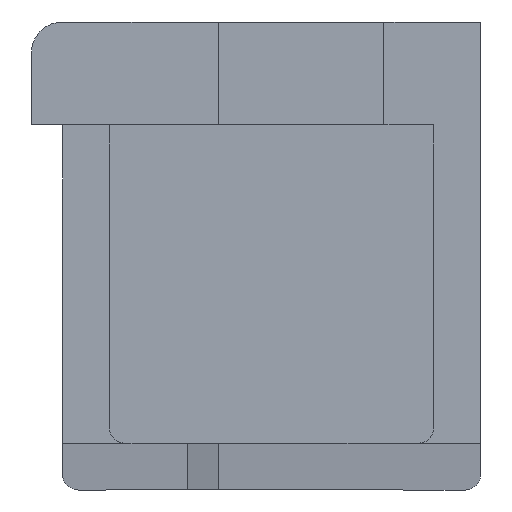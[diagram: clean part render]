
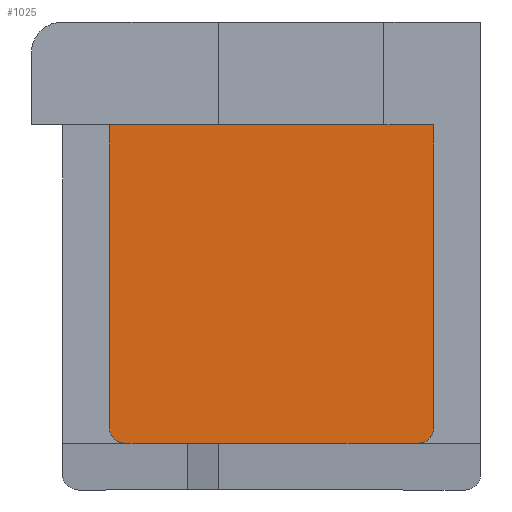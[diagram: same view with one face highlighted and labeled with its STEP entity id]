
A CAD part, left-side view. The second image highlights one B-rep face of the part: STEP entity #1025.
In plain terms, the highlighted planar face has unit normal (-1, 0, 0).
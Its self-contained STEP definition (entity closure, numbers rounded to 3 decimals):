
#976=AXIS2_PLACEMENT_3D('Circle Axis2P3D',#974,#975,$) ;
#996=AXIS2_PLACEMENT_3D('Plane Axis2P3D',#993,#994,#995) ;
#1014=AXIS2_PLACEMENT_3D('Circle Axis2P3D',#1012,#1013,$) ;
#710=CARTESIAN_POINT('Vertex',(0.85,11.9,11.7)) ;
#713=CARTESIAN_POINT('Line Origine',(0.85,6.7,11.7)) ;
#717=CARTESIAN_POINT('Vertex',(0.85,1.5,11.7)) ;
#955=CARTESIAN_POINT('Line Origine',(0.85,11.9,6.85)) ;
#959=CARTESIAN_POINT('Vertex',(0.85,11.9,2.)) ;
#974=CARTESIAN_POINT('Axis2P3D Location',(0.85,11.4,2.)) ;
#978=CARTESIAN_POINT('Vertex',(0.85,11.4,1.5)) ;
#993=CARTESIAN_POINT('Axis2P3D Location',(0.85,6.7,0.)) ;
#998=CARTESIAN_POINT('Line Origine',(0.85,1.5,6.85)) ;
#1002=CARTESIAN_POINT('Vertex',(0.85,1.5,2.)) ;
#1005=CARTESIAN_POINT('Line Origine',(0.85,6.7,1.5)) ;
#1009=CARTESIAN_POINT('Vertex',(0.85,2.,1.5)) ;
#1012=CARTESIAN_POINT('Axis2P3D Location',(0.85,2.,2.)) ;
#714=DIRECTION('Vector Direction',(0.,1.,0.)) ;
#956=DIRECTION('Vector Direction',(0.,0.,1.)) ;
#975=DIRECTION('Axis2P3D Direction',(1.,0.,0.)) ;
#994=DIRECTION('Axis2P3D Direction',(1.,0.,0.)) ;
#995=DIRECTION('Axis2P3D XDirection',(0.,1.,0.)) ;
#999=DIRECTION('Vector Direction',(0.,0.,1.)) ;
#1006=DIRECTION('Vector Direction',(0.,1.,0.)) ;
#1013=DIRECTION('Axis2P3D Direction',(1.,0.,0.)) ;
#715=VECTOR('Line Direction',#714,1.) ;
#957=VECTOR('Line Direction',#956,1.) ;
#1000=VECTOR('Line Direction',#999,1.) ;
#1007=VECTOR('Line Direction',#1006,1.) ;
#1018=ORIENTED_EDGE('',*,*,#1004,.F.) ;
#1019=ORIENTED_EDGE('',*,*,#719,.F.) ;
#1020=ORIENTED_EDGE('',*,*,#961,.F.) ;
#1021=ORIENTED_EDGE('',*,*,#980,.F.) ;
#1022=ORIENTED_EDGE('',*,*,#1011,.F.) ;
#1023=ORIENTED_EDGE('',*,*,#1016,.F.) ;
#1025=ADVANCED_FACE('TSCH_1',(#1024),#997,.F.) ;
#977=CIRCLE('generated circle',#976,0.5) ;
#1015=CIRCLE('generated circle',#1014,0.5) ;
#719=EDGE_CURVE('',#711,#718,#716,.F.) ;
#961=EDGE_CURVE('',#960,#711,#958,.T.) ;
#980=EDGE_CURVE('',#979,#960,#977,.T.) ;
#1004=EDGE_CURVE('',#718,#1003,#1001,.F.) ;
#1011=EDGE_CURVE('',#1010,#979,#1008,.T.) ;
#1016=EDGE_CURVE('',#1003,#1010,#1015,.T.) ;
#1017=EDGE_LOOP('',(#1018,#1019,#1020,#1021,#1022,#1023)) ;
#1024=FACE_OUTER_BOUND('',#1017,.T.) ;
#716=LINE('Line',#713,#715) ;
#958=LINE('Line',#955,#957) ;
#1001=LINE('Line',#998,#1000) ;
#1008=LINE('Line',#1005,#1007) ;
#997=PLANE('',#996) ;
#711=VERTEX_POINT('',#710) ;
#718=VERTEX_POINT('',#717) ;
#960=VERTEX_POINT('',#959) ;
#979=VERTEX_POINT('',#978) ;
#1003=VERTEX_POINT('',#1002) ;
#1010=VERTEX_POINT('',#1009) ;
